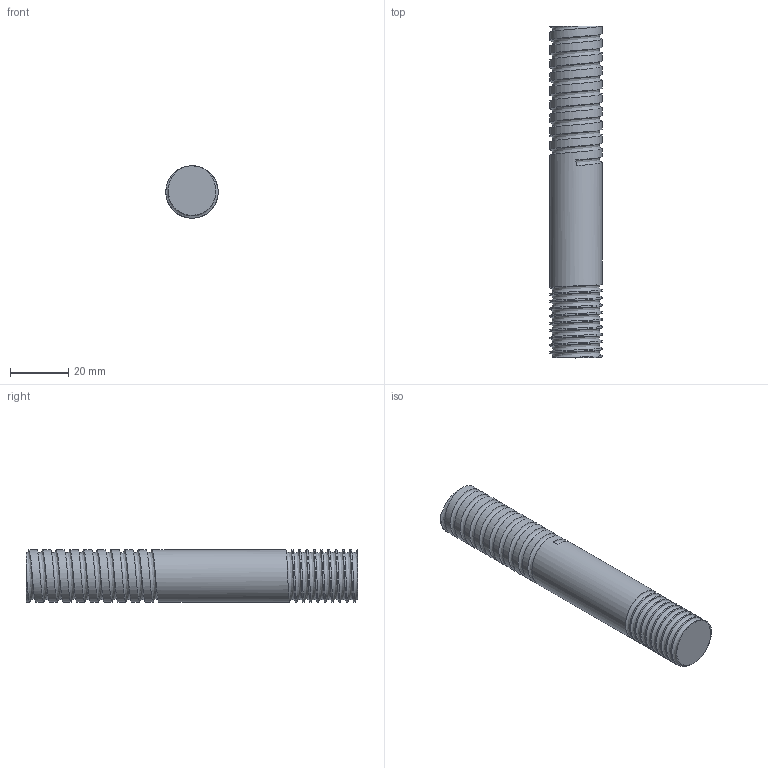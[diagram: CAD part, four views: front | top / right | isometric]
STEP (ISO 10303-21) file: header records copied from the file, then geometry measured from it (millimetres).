
FILE_DESCRIPTION(/* description */ (''),/* implementation_level */ '2;1');
FILE_NAME(/* name */ 'Stud v1.step',/* time_stamp */ '2022-07-14T19:12:26+05:30',/* author */ (''),/* organization */ (''),/* preprocessor_version */ 'ST-DEVELOPER v19',/* originating_system */ 'Autodesk Translation Framework v11.7.0.108',/* authorisation */ '');
FILE_SCHEMA (('AUTOMOTIVE_DESIGN { 1 0 10303 214 3 1 1 }'));
Length unit declared in the file: millimetre
Products named in the file (1): Stud
Bounding box: 17.99 x 114 x 18 mm (x, y, z)
Volume: 27312.3 mm3; surface area: 7949.1 mm2
Topology: 1 solids, 1 shells, 27 faces, 75 edges, 50 vertices
Faces by surface type: cylinder 21, plane 4, bspline 2
Full cylindrical faces by diameter (mm): 18 x19
Entity records: 5196 total; most frequent: CARTESIAN_POINT 4603, ORIENTED_EDGE 150, DIRECTION 89, EDGE_CURVE 75, VERTEX_POINT 50, AXIS2_PLACEMENT_3D 34, FACE_OUTER_BOUND 27, EDGE_LOOP 27
